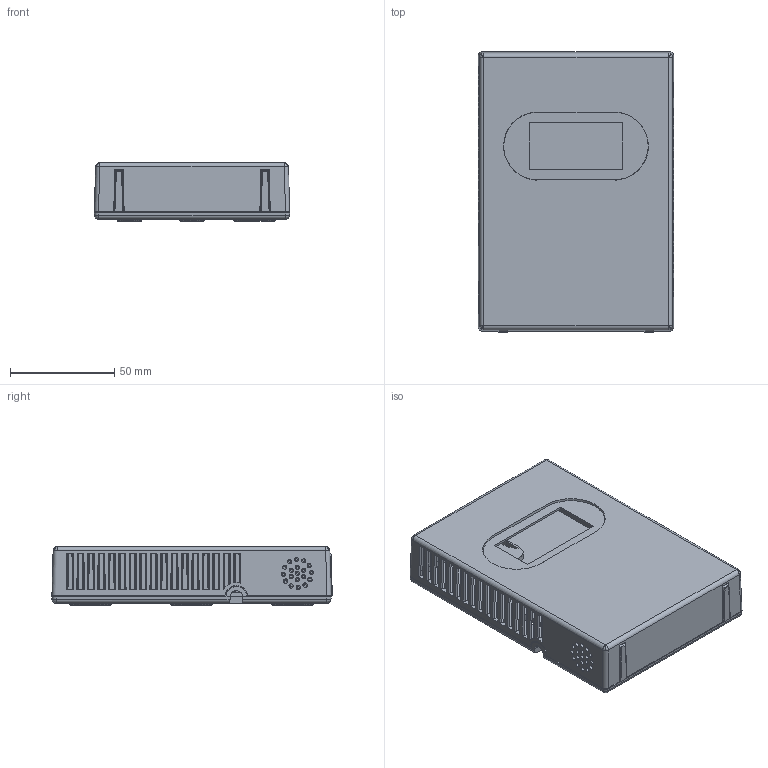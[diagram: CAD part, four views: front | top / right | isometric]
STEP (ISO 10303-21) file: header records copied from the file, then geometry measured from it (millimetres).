
FILE_DESCRIPTION (( 'STEP AP214' ), '1' );
FILE_NAME ('SRAQ-D732-2_3D.STEP', '2022-04-07T18:53:22', ( '' ), ( '' ), 'SwSTEP 2.0', 'SolidWorks 2021', '' );
FILE_SCHEMA (( 'AUTOMOTIVE_DESIGN' ));
Length unit declared in the file: inch
Products named in the file (3): SRAQ-D732-2_3D; GAI-ZI; ZHU-TI
Assembly tree (2 placements, depth 2):
  SRAQ-D732-2_3D
    GAI-ZI
    ZHU-TI
Bounding box: 93.53 x 134.2 x 28.1 mm (x, y, z)
Volume: 74770.1 mm3; surface area: 79666.4 mm2
Topology: 2 solids, 2 shells, 1110 faces, 3331 edges, 2141 vertices
Faces by surface type: plane 899, cone 113, cylinder 49, bspline 49
Entity records: 40816 total; most frequent: CARTESIAN_POINT 11541, ORIENTED_EDGE 6622, DIRECTION 5174, EDGE_CURVE 3311, VECTOR 2828, LINE 2828, VERTEX_POINT 2141, EDGE_LOOP 1232
